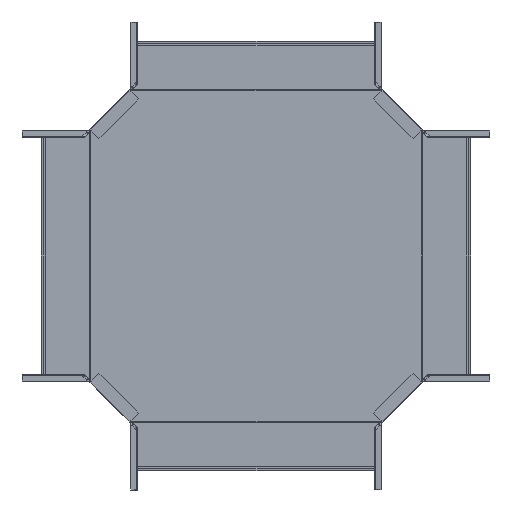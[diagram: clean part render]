
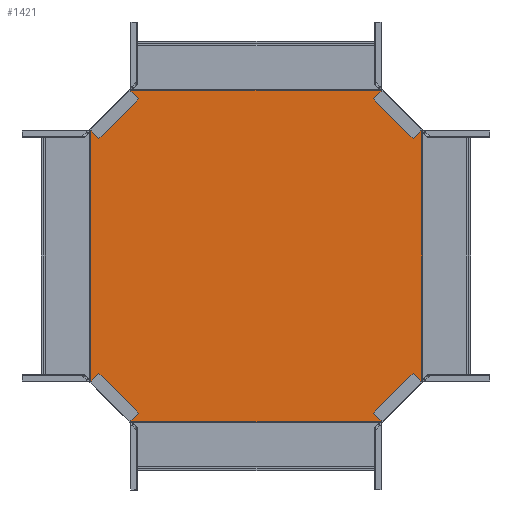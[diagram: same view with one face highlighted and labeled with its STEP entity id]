
A CAD part, front view. The second image highlights one B-rep face of the part: STEP entity #1421.
In plain terms, the highlighted planar face has unit normal (0, -1, 0).
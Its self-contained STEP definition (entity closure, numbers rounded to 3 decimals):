
#50 = ORIENTED_EDGE ( 'NONE', *, *, #911, .T. ) ;
#64 = CARTESIAN_POINT ( 'NONE',  ( 139.75, -1., 203.573 ) ) ;
#134 = DIRECTION ( 'NONE',  ( -0.707, 0., -0.707 ) ) ;
#152 = EDGE_CURVE ( 'NONE', #4611, #1993, #4692, .T. ) ;
#248 = CARTESIAN_POINT ( 'NONE',  ( -147.43, -1., -195.853 ) ) ;
#267 = ORIENTED_EDGE ( 'NONE', *, *, #5102, .F. ) ;
#283 = CARTESIAN_POINT ( 'NONE',  ( -147.604, -1., -195.719 ) ) ;
#319 = VERTEX_POINT ( 'NONE', #2754 ) ;
#354 = VECTOR ( 'NONE', #134, 1000. ) ;
#377 = EDGE_CURVE ( 'NONE', #2242, #3780, #1001, .T. ) ;
#457 = CARTESIAN_POINT ( 'NONE',  ( 196.134, -1., -147.093 ) ) ;
#461 = LINE ( 'NONE', #3165, #2929 ) ;
#495 = CARTESIAN_POINT ( 'NONE',  ( -195.719, -1., 147.604 ) ) ;
#565 = ORIENTED_EDGE ( 'NONE', *, *, #5681, .F. ) ;
#588 = CARTESIAN_POINT ( 'NONE',  ( 196.134, -1., 147.093 ) ) ;
#590 = EDGE_CURVE ( 'NONE', #5192, #2086, #1285, .T. ) ;
#665 = ORIENTED_EDGE ( 'NONE', *, *, #6126, .T. ) ;
#670 = CARTESIAN_POINT ( 'NONE',  ( 139.75, -1., -203.573 ) ) ;
#715 = CARTESIAN_POINT ( 'NONE',  ( -147.093, -1., -196.134 ) ) ;
#877 = CARTESIAN_POINT ( 'NONE',  ( 195.719, -1., 147.604 ) ) ;
#911 = EDGE_CURVE ( 'NONE', #5192, #319, #1900, .T. ) ;
#925 = EDGE_LOOP ( 'NONE', ( #5179, #3772, #3286, #565, #3749, #1418, #4476, #50, #267, #1888, #2905, #665, #2014, #2087 ) ) ;
#1001 = LINE ( 'NONE', #64, #4051 ) ;
#1285 = LINE ( 'NONE', #5510, #4057 ) ;
#1418 = ORIENTED_EDGE ( 'NONE', *, *, #2328, .T. ) ;
#1421 = ADVANCED_FACE ( 'NONE', ( #3893 ), #2052, .T. ) ;
#1616 = CARTESIAN_POINT ( 'NONE',  ( 195.719, -1., -147.604 ) ) ;
#1639 = VECTOR ( 'NONE', #2589, 1000. ) ;
#1652 = CARTESIAN_POINT ( 'NONE',  ( -147.093, -1., 196.134 ) ) ;
#1655 = DIRECTION ( 'NONE',  ( 0., 0., -1. ) ) ;
#1690 = CARTESIAN_POINT ( 'NONE',  ( 147.604, -1., 195.719 ) ) ;
#1702 = CARTESIAN_POINT ( 'NONE',  ( 195.853, -1., -147.43 ) ) ;
#1829 = CARTESIAN_POINT ( 'NONE',  ( 195.987, -1., 147.256 ) ) ;
#1854 = CARTESIAN_POINT ( 'NONE',  ( -195.719, -1., 0. ) ) ;
#1888 = ORIENTED_EDGE ( 'NONE', *, *, #152, .F. ) ;
#1900 = B_SPLINE_CURVE_WITH_KNOTS ( 'NONE', 3,
 ( #283, #248, #3577, #715 ),
 .UNSPECIFIED., .F., .F.,
 ( 4, 4 ),
 ( 0.005, 0.006 ),
 .UNSPECIFIED. ) ;
#1934 = DIRECTION ( 'NONE',  ( 0., 0., -1. ) ) ;
#1993 = VERTEX_POINT ( 'NONE', #2792 ) ;
#2014 = ORIENTED_EDGE ( 'NONE', *, *, #3751, .F. ) ;
#2052 = PLANE ( 'NONE',  #3117 ) ;
#2086 = VERTEX_POINT ( 'NONE', #4889 ) ;
#2087 = ORIENTED_EDGE ( 'NONE', *, *, #6053, .F. ) ;
#2242 = VERTEX_POINT ( 'NONE', #2262 ) ;
#2262 = CARTESIAN_POINT ( 'NONE',  ( 147.604, -1., 195.719 ) ) ;
#2328 = EDGE_CURVE ( 'NONE', #3616, #2086, #2405, .T. ) ;
#2405 = LINE ( 'NONE', #1854, #2726 ) ;
#2407 = CARTESIAN_POINT ( 'NONE',  ( 147.256, -1., -195.987 ) ) ;
#2491 = CARTESIAN_POINT ( 'NONE',  ( 147.093, -1., 196.134 ) ) ;
#2518 = B_SPLINE_CURVE_WITH_KNOTS ( 'NONE', 3,
 ( #5374, #3013, #4967, #1652 ),
 .UNSPECIFIED., .F., .F.,
 ( 4, 4 ),
 ( 0.005, 0.006 ),
 .UNSPECIFIED. ) ;
#2531 = LINE ( 'NONE', #4981, #1639 ) ;
#2589 = DIRECTION ( 'NONE',  ( 0., 0., -1. ) ) ;
#2726 = VECTOR ( 'NONE', #1934, 1000. ) ;
#2743 = DIRECTION ( 'NONE',  ( -0.707, 0., 0.707 ) ) ;
#2754 = CARTESIAN_POINT ( 'NONE',  ( -147.093, -1., -196.134 ) ) ;
#2790 = EDGE_CURVE ( 'NONE', #4611, #4454, #3902, .T. ) ;
#2792 = CARTESIAN_POINT ( 'NONE',  ( 147.093, -1., -196.134 ) ) ;
#2905 = ORIENTED_EDGE ( 'NONE', *, *, #2790, .T. ) ;
#2929 = VECTOR ( 'NONE', #5053, 1000. ) ;
#2944 = LINE ( 'NONE', #4399, #354 ) ;
#2970 = DIRECTION ( 'NONE',  ( 0.707, 0., 0.707 ) ) ;
#3001 = VERTEX_POINT ( 'NONE', #457 ) ;
#3013 = CARTESIAN_POINT ( 'NONE',  ( -147.43, -1., 195.853 ) ) ;
#3053 = CARTESIAN_POINT ( 'NONE',  ( 0., -1., 0. ) ) ;
#3117 = AXIS2_PLACEMENT_3D ( 'NONE', #3053, #3959, #1655 ) ;
#3165 = CARTESIAN_POINT ( 'NONE',  ( 0., -1., -196.134 ) ) ;
#3169 = CARTESIAN_POINT ( 'NONE',  ( 196.134, -1., -147.093 ) ) ;
#3286 = ORIENTED_EDGE ( 'NONE', *, *, #4444, .F. ) ;
#3387 = VERTEX_POINT ( 'NONE', #588 ) ;
#3510 = CARTESIAN_POINT ( 'NONE',  ( 0., -1., 196.134 ) ) ;
#3577 = CARTESIAN_POINT ( 'NONE',  ( -147.256, -1., -195.987 ) ) ;
#3616 = VERTEX_POINT ( 'NONE', #495 ) ;
#3731 = CARTESIAN_POINT ( 'NONE',  ( 196.134, -1., 147.093 ) ) ;
#3749 = ORIENTED_EDGE ( 'NONE', *, *, #4832, .T. ) ;
#3751 = EDGE_CURVE ( 'NONE', #3387, #3001, #2531, .T. ) ;
#3772 = ORIENTED_EDGE ( 'NONE', *, *, #5331, .T. ) ;
#3780 = VERTEX_POINT ( 'NONE', #4032 ) ;
#3837 = DIRECTION ( 'NONE',  ( 0.707, 0., -0.707 ) ) ;
#3887 = CARTESIAN_POINT ( 'NONE',  ( -147.604, -1., 195.719 ) ) ;
#3893 = FACE_OUTER_BOUND ( 'NONE', #925, .T. ) ;
#3902 = LINE ( 'NONE', #670, #4807 ) ;
#3959 = DIRECTION ( 'NONE',  ( 0., -1., 0. ) ) ;
#4032 = CARTESIAN_POINT ( 'NONE',  ( 195.719, -1., 147.604 ) ) ;
#4051 = VECTOR ( 'NONE', #3837, 1000. ) ;
#4057 = VECTOR ( 'NONE', #2743, 1000. ) ;
#4197 = VERTEX_POINT ( 'NONE', #4391 ) ;
#4245 = B_SPLINE_CURVE_WITH_KNOTS ( 'NONE', 3,
 ( #877, #6085, #1829, #3731 ),
 .UNSPECIFIED., .F., .F.,
 ( 4, 4 ),
 ( 0.005, 0.006 ),
 .UNSPECIFIED. ) ;
#4259 = CARTESIAN_POINT ( 'NONE',  ( -147.604, -1., -195.719 ) ) ;
#4287 = CARTESIAN_POINT ( 'NONE',  ( 147.604, -1., -195.719 ) ) ;
#4355 = LINE ( 'NONE', #3510, #5318 ) ;
#4391 = CARTESIAN_POINT ( 'NONE',  ( 147.093, -1., 196.134 ) ) ;
#4399 = CARTESIAN_POINT ( 'NONE',  ( -139.75, -1., 203.573 ) ) ;
#4422 = CARTESIAN_POINT ( 'NONE',  ( 147.43, -1., 195.853 ) ) ;
#4444 = EDGE_CURVE ( 'NONE', #4991, #4197, #4355, .T. ) ;
#4454 = VERTEX_POINT ( 'NONE', #1616 ) ;
#4476 = ORIENTED_EDGE ( 'NONE', *, *, #590, .F. ) ;
#4512 = VERTEX_POINT ( 'NONE', #3887 ) ;
#4611 = VERTEX_POINT ( 'NONE', #5576 ) ;
#4692 = B_SPLINE_CURVE_WITH_KNOTS ( 'NONE', 3,
 ( #4287, #5264, #2407, #4793 ),
 .UNSPECIFIED., .F., .F.,
 ( 4, 4 ),
 ( 0.005, 0.006 ),
 .UNSPECIFIED. ) ;
#4793 = CARTESIAN_POINT ( 'NONE',  ( 147.093, -1., -196.134 ) ) ;
#4807 = VECTOR ( 'NONE', #2970, 1000. ) ;
#4821 = B_SPLINE_CURVE_WITH_KNOTS ( 'NONE', 3,
 ( #5427, #1702, #5392, #3169 ),
 .UNSPECIFIED., .F., .F.,
 ( 4, 4 ),
 ( 0.005, 0.006 ),
 .UNSPECIFIED. ) ;
#4832 = EDGE_CURVE ( 'NONE', #4512, #3616, #2944, .T. ) ;
#4889 = CARTESIAN_POINT ( 'NONE',  ( -195.719, -1., -147.604 ) ) ;
#4967 = CARTESIAN_POINT ( 'NONE',  ( -147.256, -1., 195.987 ) ) ;
#4981 = CARTESIAN_POINT ( 'NONE',  ( 196.134, -1., 0. ) ) ;
#4991 = VERTEX_POINT ( 'NONE', #5489 ) ;
#5007 = CARTESIAN_POINT ( 'NONE',  ( 147.256, -1., 195.987 ) ) ;
#5053 = DIRECTION ( 'NONE',  ( -1., 0., 0. ) ) ;
#5102 = EDGE_CURVE ( 'NONE', #1993, #319, #461, .T. ) ;
#5179 = ORIENTED_EDGE ( 'NONE', *, *, #377, .F. ) ;
#5192 = VERTEX_POINT ( 'NONE', #4259 ) ;
#5264 = CARTESIAN_POINT ( 'NONE',  ( 147.43, -1., -195.853 ) ) ;
#5318 = VECTOR ( 'NONE', #5405, 1000. ) ;
#5331 = EDGE_CURVE ( 'NONE', #2242, #4197, #5531, .T. ) ;
#5374 = CARTESIAN_POINT ( 'NONE',  ( -147.604, -1., 195.719 ) ) ;
#5392 = CARTESIAN_POINT ( 'NONE',  ( 195.987, -1., -147.256 ) ) ;
#5405 = DIRECTION ( 'NONE',  ( 1., 0., 0. ) ) ;
#5427 = CARTESIAN_POINT ( 'NONE',  ( 195.719, -1., -147.604 ) ) ;
#5489 = CARTESIAN_POINT ( 'NONE',  ( -147.093, -1., 196.134 ) ) ;
#5510 = CARTESIAN_POINT ( 'NONE',  ( -139.75, -1., -203.573 ) ) ;
#5531 = B_SPLINE_CURVE_WITH_KNOTS ( 'NONE', 3,
 ( #1690, #4422, #5007, #2491 ),
 .UNSPECIFIED., .F., .F.,
 ( 4, 4 ),
 ( 0.005, 0.006 ),
 .UNSPECIFIED. ) ;
#5576 = CARTESIAN_POINT ( 'NONE',  ( 147.604, -1., -195.719 ) ) ;
#5681 = EDGE_CURVE ( 'NONE', #4512, #4991, #2518, .T. ) ;
#6053 = EDGE_CURVE ( 'NONE', #3780, #3387, #4245, .T. ) ;
#6085 = CARTESIAN_POINT ( 'NONE',  ( 195.853, -1., 147.43 ) ) ;
#6126 = EDGE_CURVE ( 'NONE', #4454, #3001, #4821, .T. ) ;
